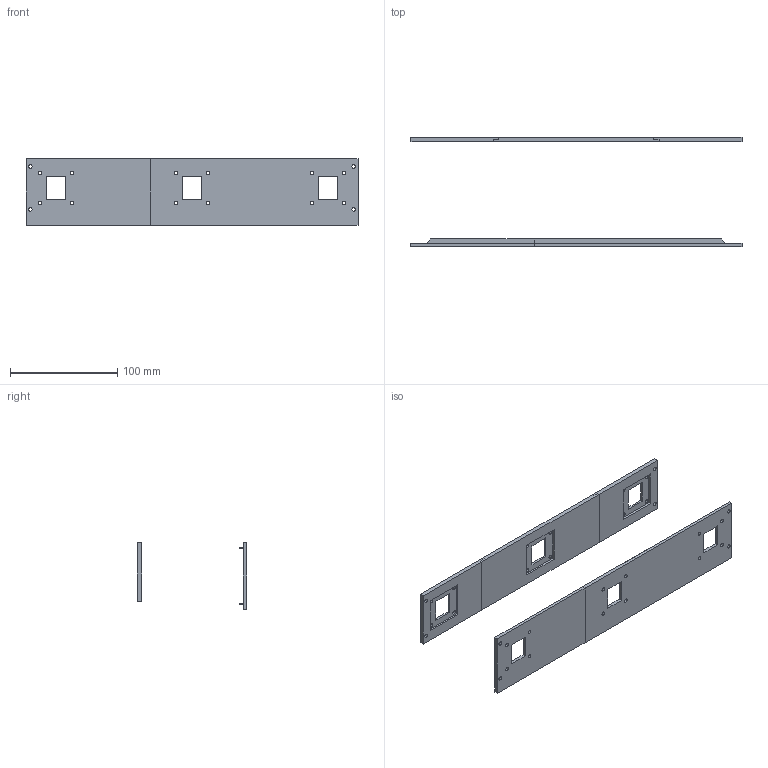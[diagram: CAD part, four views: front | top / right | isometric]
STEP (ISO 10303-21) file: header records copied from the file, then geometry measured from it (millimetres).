
FILE_DESCRIPTION(/* description */ (''),/* implementation_level */ '2;1');
FILE_NAME(/* name */ 'base_Front_plate_v2.step',/* time_stamp */ '2023-05-19T17:29:27+02:00',/* author */ (''),/* organization */ (''),/* preprocessor_version */ 'ST-DEVELOPER v19.2',/* originating_system */ 'Autodesk Translation Framework v12.4.0.73',/* authorisation */ '');
FILE_SCHEMA (('AUTOMOTIVE_DESIGN { 1 0 10303 214 3 1 1 }'));
Length unit declared in the file: millimetre
Products named in the file (2): base_Front_plate; Back wall
Assembly tree (1 placements, depth 2):
  base_Front_plate
    Back wall
Bounding box: 310 x 101.84 x 62.5 mm (x, y, z)
Volume: 115532.4 mm3; surface area: 82439.6 mm2
Topology: 5 solids, 5 shells, 125 faces, 336 edges, 224 vertices
Faces by surface type: plane 93, cylinder 32
Full cylindrical faces by diameter (mm): 3.4 x32
Entity records: 4102 total; most frequent: CARTESIAN_POINT 688, ORIENTED_EDGE 672, DIRECTION 656, EDGE_CURVE 336, LINE 272, VECTOR 272, VERTEX_POINT 224, EDGE_LOOP 204
